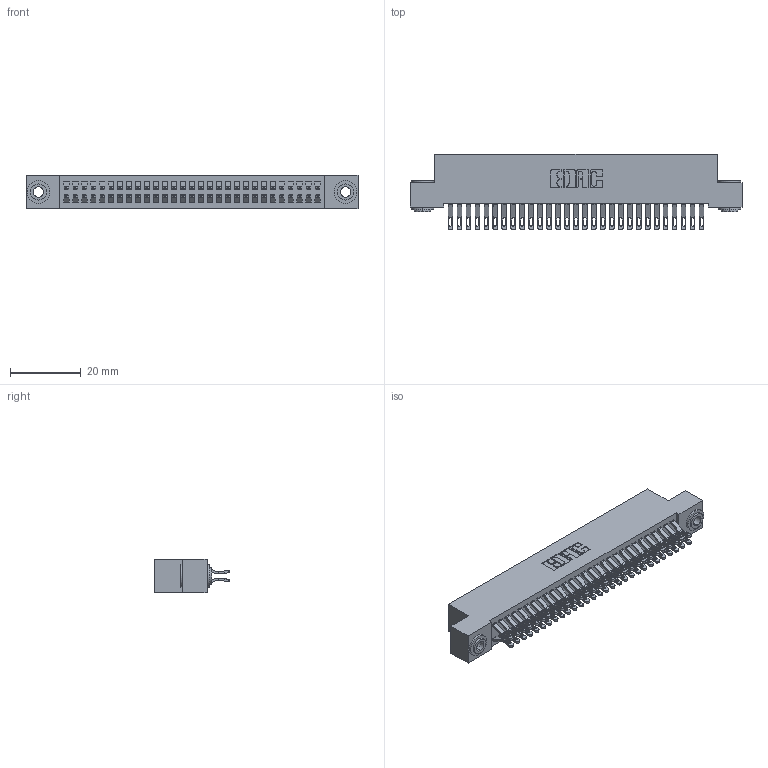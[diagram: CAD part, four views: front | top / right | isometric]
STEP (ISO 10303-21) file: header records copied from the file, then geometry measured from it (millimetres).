
FILE_DESCRIPTION (( 'STEP AP203' ), '1' );
FILE_NAME ('392-058-555-203.STEP', '2019-10-08T16:51:48', ( '' ), ( '' ), 'SwSTEP 2.0', 'SolidWorks 2016', '' );
FILE_SCHEMA (( 'CONFIG_CONTROL_DESIGN' ));
Length unit declared in the file: inch
Products named in the file (4): 342 Part_.156 TH; 345-292-001_555 Tail; 342-250-002_345-250-002-102; 392-058-555-203
Assembly tree (61 placements, depth 2):
  392-058-555-203
    342 Part_.156 TH
    345-292-001_555 Tail  x58
    342-250-002_345-250-002-102  x2
Bounding box: 93.98 x 21.47 x 9.4 mm (x, y, z)
Volume: 8566.6 mm3; surface area: 14399.1 mm2
Topology: 61 solids, 61 shells, 3512 faces, 10989 edges, 7322 vertices
Faces by surface type: plane 2048, cylinder 1456, cone 8
Entity records: 21182 total; most frequent: CARTESIAN_POINT 3535, ORIENTED_EDGE 3434, DIRECTION 3047, EDGE_CURVE 1717, VECTOR 1545, LINE 1545, VERTEX_POINT 1142, AXIS2_PLACEMENT_3D 751
